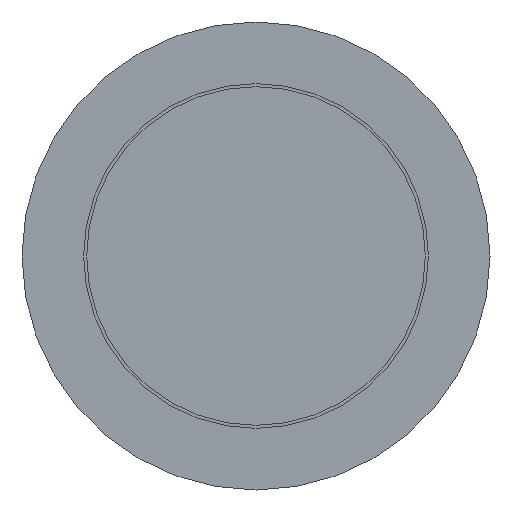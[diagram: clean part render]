
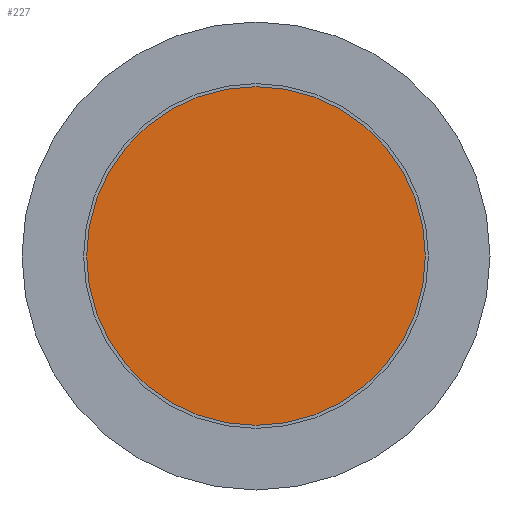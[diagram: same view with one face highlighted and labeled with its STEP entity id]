
A CAD part, front view. The second image highlights one B-rep face of the part: STEP entity #227.
In plain terms, the highlighted planar face has unit normal (0, -1, 0).
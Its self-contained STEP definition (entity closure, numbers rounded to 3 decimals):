
#69 = CIRCLE ( 'NONE', #140, 13.75 ) ;
#140 = AXIS2_PLACEMENT_3D ( 'NONE', #521, #519, #396 ) ;
#163 = FACE_OUTER_BOUND ( 'NONE', #240, .T. ) ;
#206 = DIRECTION ( 'NONE',  ( 0., 1., 0. ) ) ;
#227 = ADVANCED_FACE ( 'NONE', ( #163 ), #247, .F. ) ;
#240 = EDGE_LOOP ( 'NONE', ( #501 ) ) ;
#247 = PLANE ( 'NONE',  #332 ) ;
#332 = AXIS2_PLACEMENT_3D ( 'NONE', #416, #206, #380 ) ;
#336 = VERTEX_POINT ( 'NONE', #391 ) ;
#380 = DIRECTION ( 'NONE',  ( 0., 0., 1. ) ) ;
#391 = CARTESIAN_POINT ( 'NONE',  ( 0., 0., -13.75 ) ) ;
#396 = DIRECTION ( 'NONE',  ( 0., 0., -1. ) ) ;
#416 = CARTESIAN_POINT ( 'NONE',  ( -13.75, 0., 0. ) ) ;
#427 = EDGE_CURVE ( 'NONE', #336, #336, #69, .T. ) ;
#501 = ORIENTED_EDGE ( 'NONE', *, *, #427, .T. ) ;
#519 = DIRECTION ( 'NONE',  ( 0., -1., 0. ) ) ;
#521 = CARTESIAN_POINT ( 'NONE',  ( 0., 0., 0. ) ) ;
